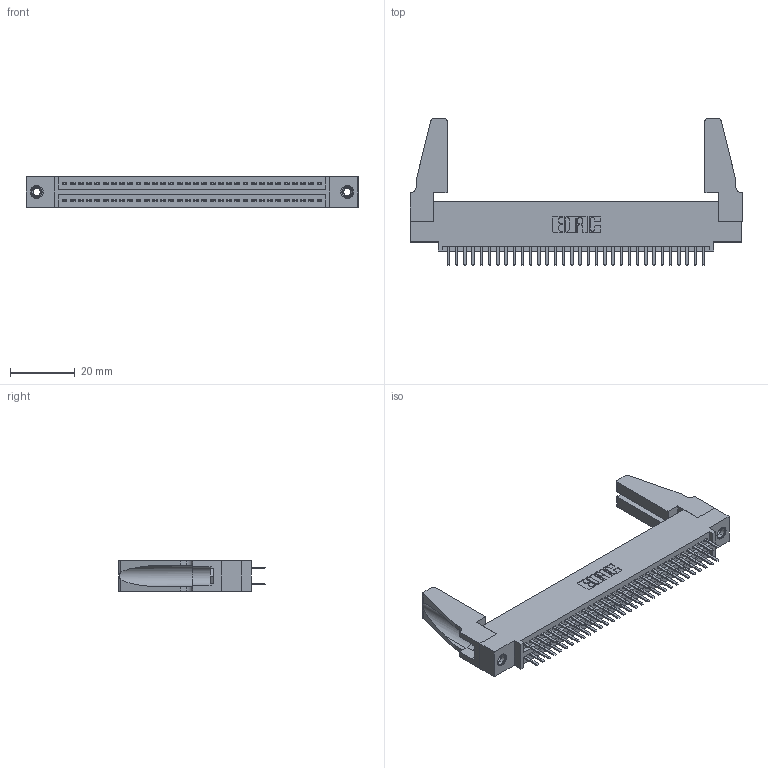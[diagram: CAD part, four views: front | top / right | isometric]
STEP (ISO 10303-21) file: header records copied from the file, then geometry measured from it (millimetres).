
FILE_DESCRIPTION (( 'STEP AP203' ), '1' );
FILE_NAME ('345-064-520-588.STEP', '2019-10-30T13:13:26', ( '' ), ( '' ), 'SwSTEP 2.0', 'SolidWorks 2016', '' );
FILE_SCHEMA (( 'CONFIG_CONTROL_DESIGN' ));
Length unit declared in the file: inch
Products named in the file (5): 345-064-520-588; 345-292-001_345-293-120; 345 Part_0.110 Offset - 0.156 Dia-TH; 345-220-078_345-220-088; 345-250-001_345-250-001-102
Assembly tree (69 placements, depth 2):
  345-064-520-588
    345 Part_0.110 Offset - 0.156 Dia-TH
    345-292-001_345-293-120  x64
    345-250-001_345-250-001-102  x2
    345-220-078_345-220-088  x2
Bounding box: 102.51 x 45.34 x 9.4 mm (x, y, z)
Volume: 13016.5 mm3; surface area: 17394.3 mm2
Topology: 69 solids, 69 shells, 3710 faces, 10715 edges, 6962 vertices
Faces by surface type: plane 2396, cylinder 1298, cone 12, torus 4
Entity records: 28848 total; most frequent: CARTESIAN_POINT 4854, ORIENTED_EDGE 4736, DIRECTION 4284, EDGE_CURVE 2368, LINE 2062, VECTOR 2062, VERTEX_POINT 1570, AXIS2_PLACEMENT_3D 1111
